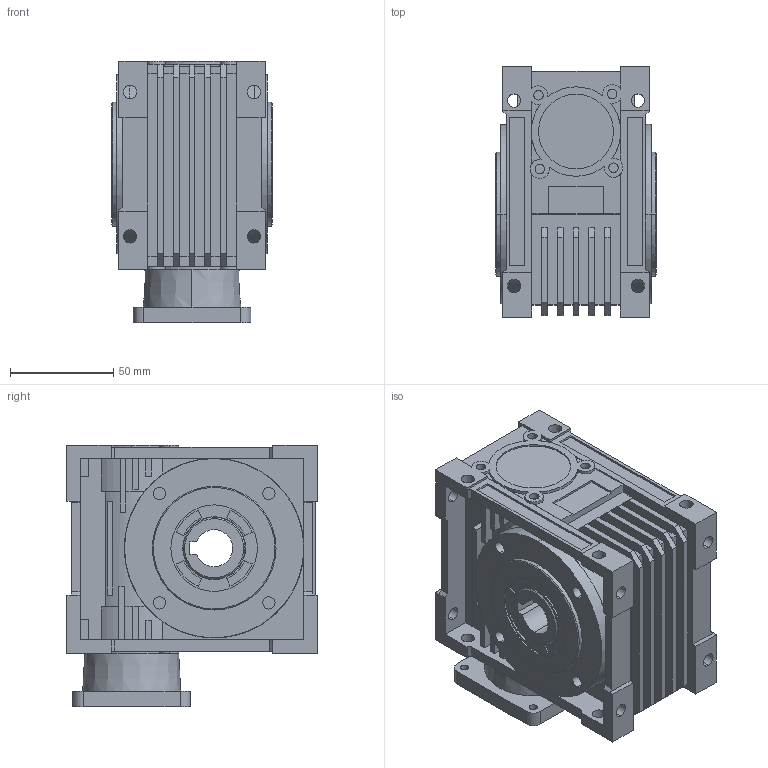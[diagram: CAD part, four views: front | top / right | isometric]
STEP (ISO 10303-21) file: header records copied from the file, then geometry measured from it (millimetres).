
FILE_DESCRIPTION (( 'STEP AP214' ), '1' );
FILE_NAME ('STP__57步进电机_8_无_不配附件_空心轴.step', '2019-10-09T02:19:51', ( 'IT Division' ), ( 'IT' ), 'SwSTEP 2.0', 'SolidWorks 2016', '' );
FILE_SCHEMA (( 'AUTOMOTIVE_DESIGN' ));
Length unit declared in the file: millimetre
Products named in the file (1): STP__57步进电机_8_无_不配附件_空心轴
Bounding box: 78 x 121.5 x 127 mm (x, y, z)
Volume: 739575.1 mm3; surface area: 113725.2 mm2
Topology: 1 solids, 2 shells, 685 faces, 1796 edges, 1182 vertices
Faces by surface type: plane 453, cylinder 201, cone 17, torus 14
Entity records: 22317 total; most frequent: CARTESIAN_POINT 3762, DIRECTION 3681, ORIENTED_EDGE 3592, EDGE_CURVE 1796, VECTOR 1263, LINE 1263, AXIS2_PLACEMENT_3D 1209, VERTEX_POINT 1182
